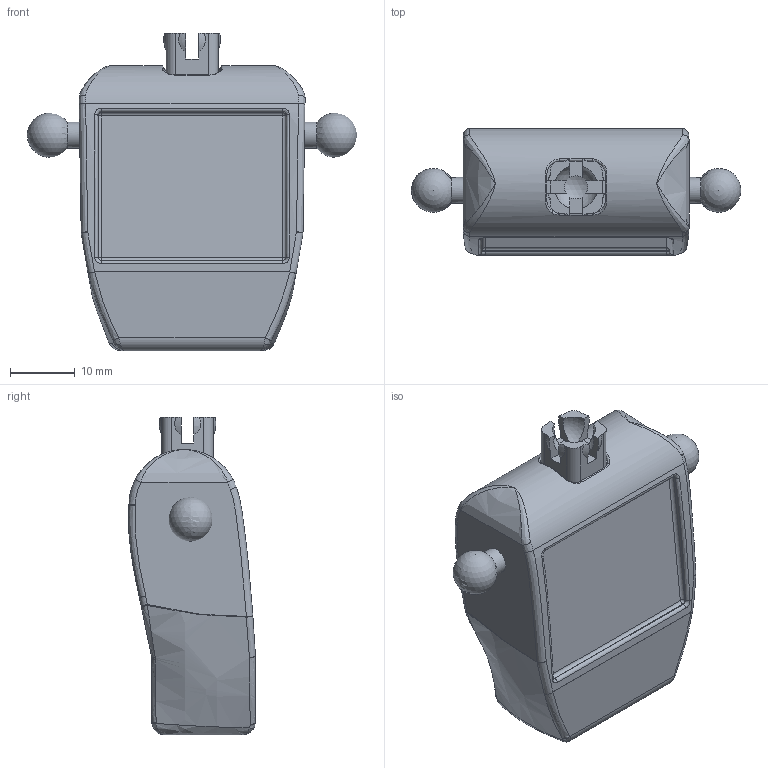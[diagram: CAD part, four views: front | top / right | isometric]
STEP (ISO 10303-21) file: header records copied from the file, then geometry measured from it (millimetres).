
FILE_DESCRIPTION(/* description */ (''),/* implementation_level */ '2;1');
FILE_NAME(/* name */ 'torso.step',/* time_stamp */ '2020-09-29T10:26:02-03:00',/* author */ (''),/* organization */ (''),/* preprocessor_version */ 'ST-DEVELOPER v18.1',/* originating_system */ 'Autodesk Translation Framework v9.3.0.1241',/* authorisation */ '');
FILE_SCHEMA (('AUTOMOTIVE_DESIGN { 1 0 10303 214 3 1 1 }'));
Length unit declared in the file: millimetre
Products named in the file (1): carcasa
Bounding box: 50.78 x 19.56 x 49 mm (x, y, z)
Volume: 22588.6 mm3; surface area: 5465.7 mm2
Topology: 1 solids, 1 shells, 145 faces, 353 edges, 201 vertices
Faces by surface type: bspline 54, plane 35, cylinder 31, sphere 21, torus 4
Full cylindrical faces by diameter (mm): 4 x2
Entity records: 8473 total; most frequent: CARTESIAN_POINT 5381, ORIENTED_EDGE 678, DIRECTION 601, EDGE_CURVE 339, AXIS2_PLACEMENT_3D 250, VERTEX_POINT 201, EDGE_LOOP 150, FACE_OUTER_BOUND 145
